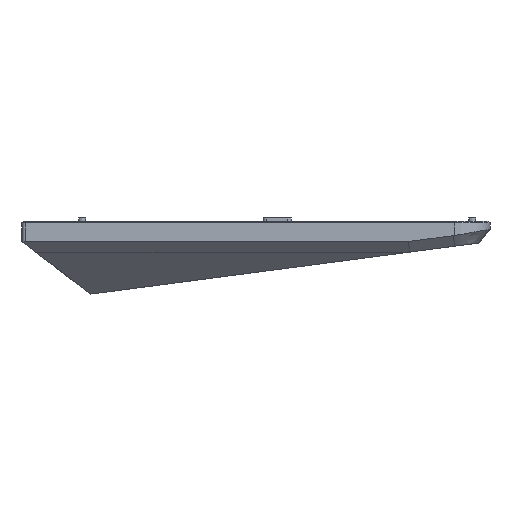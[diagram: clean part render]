
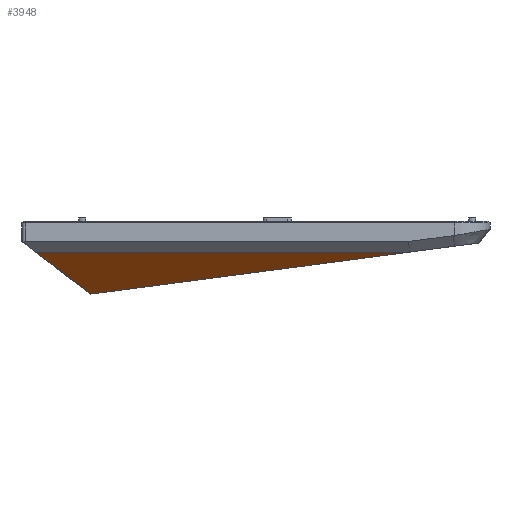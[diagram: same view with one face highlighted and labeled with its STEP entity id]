
A CAD part, left-side view. The second image highlights one B-rep face of the part: STEP entity #3948.
In plain terms, the highlighted planar face has unit normal (-0.707, 0, -0.707).
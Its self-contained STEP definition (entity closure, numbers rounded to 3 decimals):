
#217=PLANE('',#4366);
#427=FACE_OUTER_BOUND('',#689,.T.);
#689=EDGE_LOOP('',(#3537,#3538,#3539));
#752=LINE('',#5704,#1106);
#988=LINE('',#6517,#1342);
#1044=LINE('',#6808,#1398);
#1106=VECTOR('',#4529,10.);
#1342=VECTOR('',#5287,10.);
#1398=VECTOR('',#5483,10.);
#1638=VERTEX_POINT('',#5702);
#1639=VERTEX_POINT('',#5703);
#1899=VERTEX_POINT('',#6516);
#2027=EDGE_CURVE('',#1638,#1639,#752,.T.);
#2400=EDGE_CURVE('',#1639,#1899,#988,.T.);
#2497=EDGE_CURVE('',#1638,#1899,#1044,.T.);
#3537=ORIENTED_EDGE('',*,*,#2027,.F.);
#3538=ORIENTED_EDGE('',*,*,#2497,.T.);
#3539=ORIENTED_EDGE('',*,*,#2400,.F.);
#3948=ADVANCED_FACE('',(#427),#217,.F.);
#4366=AXIS2_PLACEMENT_3D('',#6807,#5481,#5482);
#4529=DIRECTION('',(0.129,0.983,-0.129));
#5287=DIRECTION('',(-0.52,0.678,0.52));
#5481=DIRECTION('center_axis',(0.707,0.,0.707));
#5482=DIRECTION('ref_axis',(-0.707,0.,0.707));
#5483=DIRECTION('',(0.,1.,0.));
#5702=CARTESIAN_POINT('',(14.475,32.552,-10.18));
#5703=CARTESIAN_POINT('',(26.336,122.647,-22.041));
#5704=CARTESIAN_POINT('',(26.144,121.184,-21.849));
#6516=CARTESIAN_POINT('',(14.475,138.105,-10.18));
#6517=CARTESIAN_POINT('',(68.457,67.754,-64.163));
#6807=CARTESIAN_POINT('Origin',(26.336,142.015,-22.041));
#6808=CARTESIAN_POINT('',(14.475,32.552,-10.18));
